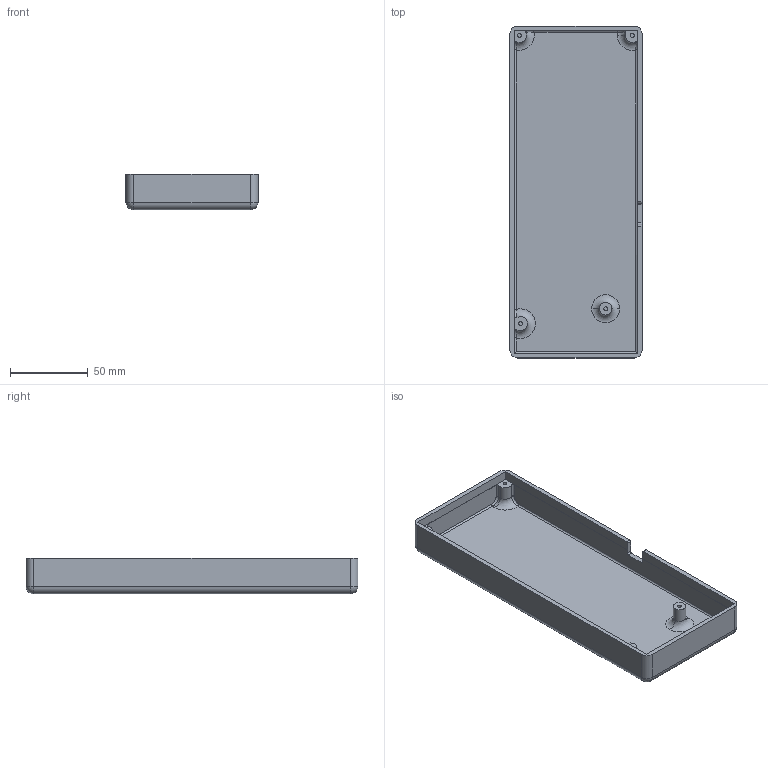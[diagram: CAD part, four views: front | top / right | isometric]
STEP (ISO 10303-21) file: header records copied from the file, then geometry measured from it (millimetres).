
FILE_DESCRIPTION (( 'STEP AP214' ), '1' );
FILE_NAME ('coqueinf.STEP', '2021-10-29T10:54:41', ( '' ), ( '' ), 'SwSTEP 2.0', 'SolidWorks 2021', '' );
FILE_SCHEMA (( 'AUTOMOTIVE_DESIGN' ));
Length unit declared in the file: millimetre
Products named in the file (1): coqueinf
Bounding box: 84.75 x 213 x 23 mm (x, y, z)
Volume: 87416.9 mm3; surface area: 60827.1 mm2
Topology: 1 solids, 1 shells, 873 faces, 2470 edges, 1647 vertices
Faces by surface type: bspline 561, plane 264, cylinder 38, torus 6, sphere 4
Entity records: 31607 total; most frequent: CARTESIAN_POINT 12766, ORIENTED_EDGE 4932, EDGE_CURVE 2466, DIRECTION 2049, VERTEX_POINT 1647, VECTOR 1261, LINE 1261, B_SPLINE_CURVE_WITH_KNOTS 1122
